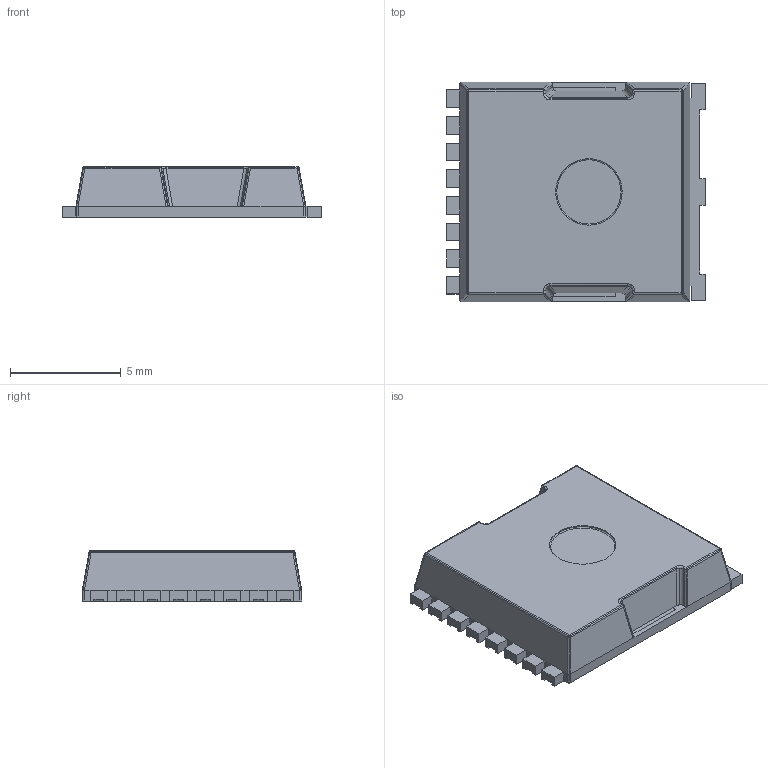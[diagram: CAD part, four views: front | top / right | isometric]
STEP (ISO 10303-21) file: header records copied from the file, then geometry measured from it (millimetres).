
FILE_DESCRIPTION (( 'STEP AP214' ), '1' );
FILE_NAME ('IGT60R070D1ATMA1.STEP', '2025-09-18T10:58:42', ( '' ), ( '' ), 'SwSTEP 2.0', 'SolidWorks 2023', '' );
FILE_SCHEMA (( 'AUTOMOTIVE_DESIGN' ));
Length unit declared in the file: millimetre
Products named in the file (1): IGT60R070D1ATMA1
Bounding box: 11.68 x 9.9 x 2.3 mm (x, y, z)
Volume: 222.4 mm3; surface area: 499.7 mm2
Topology: 5 solids, 5 shells, 318 faces, 875 edges, 564 vertices
Faces by surface type: plane 238, cylinder 66, sphere 8, bspline 4, torus 2
Entity records: 13558 total; most frequent: CARTESIAN_POINT 2132, ORIENTED_EDGE 1750, DIRECTION 1477, EDGE_CURVE 875, VECTOR 723, LINE 723, VERTEX_POINT 564, AXIS2_PLACEMENT_3D 377
